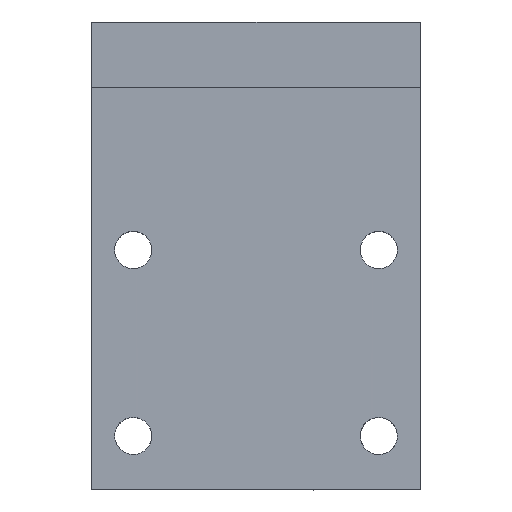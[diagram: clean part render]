
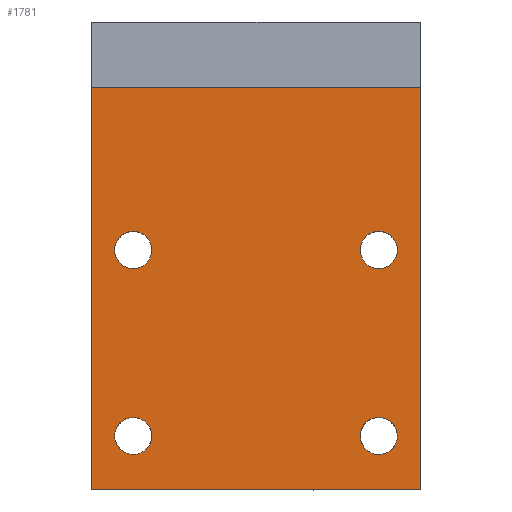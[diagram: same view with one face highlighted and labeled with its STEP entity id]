
A CAD part, top view. The second image highlights one B-rep face of the part: STEP entity #1781.
In plain terms, the highlighted planar face has unit normal (0, 0, 1).
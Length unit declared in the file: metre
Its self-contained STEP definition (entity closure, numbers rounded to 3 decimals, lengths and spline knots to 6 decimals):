
#36=B_SPLINE_CURVE_WITH_KNOTS('',3,(#2766,#2767,#2768,#2769,#2770,#2771,
#2772),.UNSPECIFIED.,.F.,.F.,(4,1,1,1,4),(0.,0.25,0.5,0.75,1.),
 .UNSPECIFIED.);
#37=B_SPLINE_CURVE_WITH_KNOTS('',3,(#2776,#2777,#2778,#2779,#2780,#2781,
#2782),.UNSPECIFIED.,.F.,.F.,(4,1,1,1,4),(0.,0.25,0.5,0.75,1.),
 .UNSPECIFIED.);
#101=CIRCLE('',#1918,0.0017);
#102=CIRCLE('',#1919,0.0017);
#103=CIRCLE('',#1920,0.0017);
#104=CIRCLE('',#1921,0.0017);
#373=ORIENTED_EDGE('',*,*,#706,.F.);
#374=ORIENTED_EDGE('',*,*,#698,.F.);
#375=ORIENTED_EDGE('',*,*,#707,.T.);
#376=ORIENTED_EDGE('',*,*,#701,.T.);
#377=ORIENTED_EDGE('',*,*,#789,.T.);
#378=ORIENTED_EDGE('',*,*,#790,.T.);
#379=ORIENTED_EDGE('',*,*,#791,.F.);
#380=ORIENTED_EDGE('',*,*,#792,.T.);
#381=ORIENTED_EDGE('',*,*,#793,.F.);
#382=ORIENTED_EDGE('',*,*,#794,.T.);
#698=EDGE_CURVE('',#940,#941,#1115,.T.);
#701=EDGE_CURVE('',#943,#942,#1118,.T.);
#706=EDGE_CURVE('',#941,#942,#1123,.T.);
#707=EDGE_CURVE('',#940,#943,#1124,.T.);
#789=EDGE_CURVE('',#1011,#1011,#101,.F.);
#790=EDGE_CURVE('',#1012,#1012,#102,.F.);
#791=EDGE_CURVE('',#1013,#1014,#36,.F.);
#792=EDGE_CURVE('',#1013,#1014,#103,.F.);
#793=EDGE_CURVE('',#1015,#1016,#37,.F.);
#794=EDGE_CURVE('',#1015,#1016,#104,.F.);
#940=VERTEX_POINT('',#2555);
#941=VERTEX_POINT('',#2557);
#942=VERTEX_POINT('',#2561);
#943=VERTEX_POINT('',#2563);
#1011=VERTEX_POINT('',#2763);
#1012=VERTEX_POINT('',#2765);
#1013=VERTEX_POINT('',#2773);
#1014=VERTEX_POINT('',#2774);
#1015=VERTEX_POINT('',#2783);
#1016=VERTEX_POINT('',#2784);
#1115=LINE('',#2556,#1301);
#1118=LINE('',#2562,#1304);
#1123=LINE('',#2572,#1309);
#1124=LINE('',#2574,#1310);
#1301=VECTOR('',#2100,1.);
#1304=VECTOR('',#2105,1.);
#1309=VECTOR('',#2112,1.);
#1310=VECTOR('',#2115,1.);
#1484=EDGE_LOOP('',(#373,#374,#375,#376));
#1485=EDGE_LOOP('',(#377));
#1486=EDGE_LOOP('',(#378));
#1487=EDGE_LOOP('',(#379,#380));
#1488=EDGE_LOOP('',(#381,#382));
#1604=FACE_BOUND('',#1484,.T.);
#1605=FACE_BOUND('',#1485,.T.);
#1606=FACE_BOUND('',#1486,.T.);
#1607=FACE_BOUND('',#1487,.T.);
#1608=FACE_BOUND('',#1488,.T.);
#1708=PLANE('',#1917);
#1781=ADVANCED_FACE('',(#1604,#1605,#1606,#1607,#1608),#1708,.T.);
#1917=AXIS2_PLACEMENT_3D('',#2761,#2226,#2227);
#1918=AXIS2_PLACEMENT_3D('',#2762,#2228,#2229);
#1919=AXIS2_PLACEMENT_3D('',#2764,#2230,#2231);
#1920=AXIS2_PLACEMENT_3D('',#2775,#2232,#2233);
#1921=AXIS2_PLACEMENT_3D('',#2785,#2234,#2235);
#2100=DIRECTION('',(0.,-1.,0.));
#2105=DIRECTION('',(0.,-1.,0.));
#2112=DIRECTION('',(-1.,0.,0.));
#2115=DIRECTION('',(-1.,0.,0.));
#2226=DIRECTION('',(0.,0.,1.));
#2227=DIRECTION('',(-1.,0.,0.));
#2228=DIRECTION('',(0.,0.,1.));
#2229=DIRECTION('',(0.,-1.,0.));
#2230=DIRECTION('',(0.,0.,1.));
#2231=DIRECTION('',(0.,-1.,0.));
#2232=DIRECTION('',(0.,0.,1.));
#2233=DIRECTION('',(0.,-1.,0.));
#2234=DIRECTION('',(0.,0.,1.));
#2235=DIRECTION('',(0.,-1.,0.));
#2555=CARTESIAN_POINT('',(0.015,-0.0303,-0.031999));
#2556=CARTESIAN_POINT('',(0.015,-0.041053,-0.031999));
#2557=CARTESIAN_POINT('',(0.015,-0.067053,-0.031999));
#2561=CARTESIAN_POINT('',(-0.015,-0.067053,-0.031999));
#2562=CARTESIAN_POINT('',(-0.015,-0.041053,-0.031999));
#2563=CARTESIAN_POINT('',(-0.015,-0.0303,-0.031999));
#2572=CARTESIAN_POINT('',(0.,-0.067053,-0.031999));
#2574=CARTESIAN_POINT('',(-0.0193,-0.0303,-0.031999));
#2761=CARTESIAN_POINT('',(0.,-0.041053,-0.031999));
#2762=CARTESIAN_POINT('',(-0.011225,-0.04515,-0.031999));
#2763=CARTESIAN_POINT('',(-0.011225,-0.04685,-0.031999));
#2764=CARTESIAN_POINT('',(0.011225,-0.04515,-0.031999));
#2765=CARTESIAN_POINT('',(0.011225,-0.04685,-0.031999));
#2766=CARTESIAN_POINT('',(0.010745,-0.060519,-0.031999));
#2767=CARTESIAN_POINT('',(0.011259,-0.060368,-0.031999));
#2768=CARTESIAN_POINT('',(0.012395,-0.06058,-0.031999));
#2769=CARTESIAN_POINT('',(0.013189,-0.062149,-0.031999));
#2770=CARTESIAN_POINT('',(0.012398,-0.06372,-0.031999));
#2771=CARTESIAN_POINT('',(0.011254,-0.06393,-0.031999));
#2772=CARTESIAN_POINT('',(0.010746,-0.063781,-0.031999));
#2773=CARTESIAN_POINT('',(0.010746,-0.063781,-0.031999));
#2774=CARTESIAN_POINT('',(0.010745,-0.060519,-0.031999));
#2775=CARTESIAN_POINT('',(0.011225,-0.06215,-0.031999));
#2776=CARTESIAN_POINT('',(-0.010746,-0.063781,-0.031999));
#2777=CARTESIAN_POINT('',(-0.011259,-0.063932,-0.031999));
#2778=CARTESIAN_POINT('',(-0.012396,-0.063719,-0.031999));
#2779=CARTESIAN_POINT('',(-0.013189,-0.06215,-0.031999));
#2780=CARTESIAN_POINT('',(-0.012397,-0.060579,-0.031999));
#2781=CARTESIAN_POINT('',(-0.011253,-0.06037,-0.031999));
#2782=CARTESIAN_POINT('',(-0.010745,-0.060519,-0.031999));
#2783=CARTESIAN_POINT('',(-0.010745,-0.060519,-0.031999));
#2784=CARTESIAN_POINT('',(-0.010746,-0.063781,-0.031999));
#2785=CARTESIAN_POINT('',(-0.011225,-0.06215,-0.031999));
